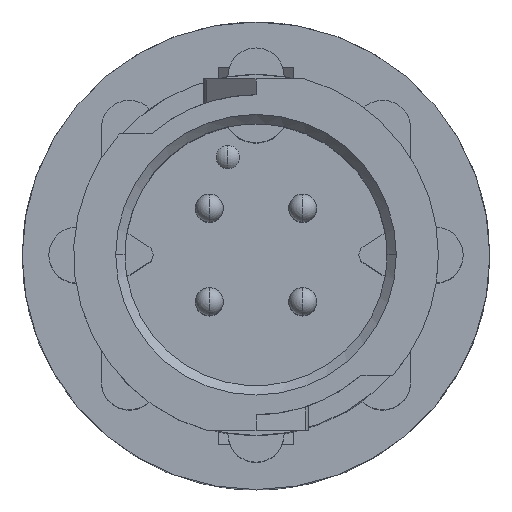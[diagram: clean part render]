
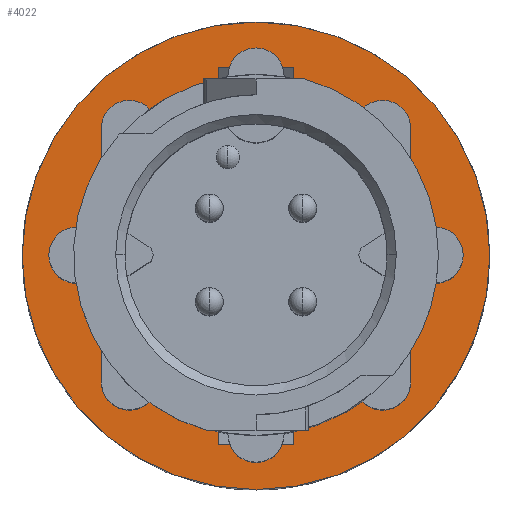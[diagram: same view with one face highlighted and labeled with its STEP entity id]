
A CAD part, top view. The second image highlights one B-rep face of the part: STEP entity #4022.
In plain terms, the highlighted planar face has unit normal (0, 0, 1).
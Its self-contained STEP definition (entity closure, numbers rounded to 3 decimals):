
#7 = VERTEX_POINT ( 'NONE', #8229 ) ;
#131 = CARTESIAN_POINT ( 'NONE',  ( 0., 0., -16.815 ) ) ;
#164 = DIRECTION ( 'NONE',  ( 1., 0., 0. ) ) ;
#305 = CARTESIAN_POINT ( 'NONE',  ( 0., 4.381, -16.815 ) ) ;
#353 = DIRECTION ( 'NONE',  ( 0., 0., 1. ) ) ;
#368 = DIRECTION ( 'NONE',  ( 0., 1., 0. ) ) ;
#393 = ORIENTED_EDGE ( 'NONE', *, *, #7997, .T. ) ;
#518 = AXIS2_PLACEMENT_3D ( 'NONE', #131, #8321, #4167 ) ;
#597 = CARTESIAN_POINT ( 'NONE',  ( 6.35, 0., -16.815 ) ) ;
#737 = ORIENTED_EDGE ( 'NONE', *, *, #4564, .F. ) ;
#744 = CARTESIAN_POINT ( 'NONE',  ( -1.016, -5.125, -16.815 ) ) ;
#890 = FACE_BOUND ( 'NONE', #4460, .T. ) ;
#1058 = DIRECTION ( 'NONE',  ( 0., 0., 1. ) ) ;
#1337 = EDGE_CURVE ( 'NONE', #6950, #1739, #2257, .T. ) ;
#1536 = PLANE ( 'NONE',  #3124 ) ;
#1617 = CARTESIAN_POINT ( 'NONE',  ( -1.016, 5.125, -16.815 ) ) ;
#1632 = EDGE_CURVE ( 'NONE', #4499, #5136, #4558, .T. ) ;
#1676 = AXIS2_PLACEMENT_3D ( 'NONE', #7726, #7100, #164 ) ;
#1739 = VERTEX_POINT ( 'NONE', #2094 ) ;
#1758 = VERTEX_POINT ( 'NONE', #4395 ) ;
#1942 = DIRECTION ( 'NONE',  ( 1., 0., 0. ) ) ;
#2094 = CARTESIAN_POINT ( 'NONE',  ( -6.35, 0., -16.815 ) ) ;
#2241 = ORIENTED_EDGE ( 'NONE', *, *, #5840, .F. ) ;
#2257 = CIRCLE ( 'NONE', #1676, 6.35 ) ;
#2272 = CARTESIAN_POINT ( 'NONE',  ( -1.016, -4.392, -16.815 ) ) ;
#2407 = CARTESIAN_POINT ( 'NONE',  ( 1.016, -5.125, -16.815 ) ) ;
#2609 = DIRECTION ( 'NONE',  ( 1., 0., 0. ) ) ;
#2830 = LINE ( 'NONE', #744, #4023 ) ;
#2901 = EDGE_LOOP ( 'NONE', ( #5901, #7900 ) ) ;
#3124 = AXIS2_PLACEMENT_3D ( 'NONE', #305, #353, #5712 ) ;
#3142 = DIRECTION ( 'NONE',  ( 0., 0., 1. ) ) ;
#3547 = ORIENTED_EDGE ( 'NONE', *, *, #4841, .T. ) ;
#3602 = VERTEX_POINT ( 'NONE', #2272 ) ;
#3643 = VERTEX_POINT ( 'NONE', #4442 ) ;
#3684 = ORIENTED_EDGE ( 'NONE', *, *, #3800, .F. ) ;
#3710 = FACE_OUTER_BOUND ( 'NONE', #2901, .T. ) ;
#3800 = EDGE_CURVE ( 'NONE', #1758, #3602, #8315, .T. ) ;
#3957 = EDGE_CURVE ( 'NONE', #1739, #6950, #4726, .T. ) ;
#3959 = LINE ( 'NONE', #5228, #7815 ) ;
#4006 = VERTEX_POINT ( 'NONE', #7876 ) ;
#4022 = ADVANCED_FACE ( 'NONE', ( #890, #3710 ), #1536, .T. ) ;
#4023 = VECTOR ( 'NONE', #8131, 1000. ) ;
#4167 = DIRECTION ( 'NONE',  ( 1., 0., 0. ) ) ;
#4188 = VERTEX_POINT ( 'NONE', #8782 ) ;
#4281 = CARTESIAN_POINT ( 'NONE',  ( -1.016, -5.125, -16.815 ) ) ;
#4395 = CARTESIAN_POINT ( 'NONE',  ( -1.016, 4.392, -16.815 ) ) ;
#4410 = LINE ( 'NONE', #4281, #5122 ) ;
#4442 = CARTESIAN_POINT ( 'NONE',  ( 1.016, 5.125, -16.815 ) ) ;
#4460 = EDGE_LOOP ( 'NONE', ( #393, #7409, #737, #2241, #8665, #5775, #5070, #3547, #3684 ) ) ;
#4499 = VERTEX_POINT ( 'NONE', #8676 ) ;
#4555 = VECTOR ( 'NONE', #2609, 1000. ) ;
#4558 = CIRCLE ( 'NONE', #5292, 4.508 ) ;
#4564 = EDGE_CURVE ( 'NONE', #7, #3643, #8812, .T. ) ;
#4726 = CIRCLE ( 'NONE', #518, 6.35 ) ;
#4727 = DIRECTION ( 'NONE',  ( 1., 0., 0. ) ) ;
#4841 = EDGE_CURVE ( 'NONE', #5608, #3602, #2830, .T. ) ;
#5070 = ORIENTED_EDGE ( 'NONE', *, *, #6188, .F. ) ;
#5122 = VECTOR ( 'NONE', #7852, 1000. ) ;
#5136 = VERTEX_POINT ( 'NONE', #7990 ) ;
#5228 = CARTESIAN_POINT ( 'NONE',  ( -1.016, 5.125, -16.815 ) ) ;
#5292 = AXIS2_PLACEMENT_3D ( 'NONE', #6586, #3142, #8798 ) ;
#5608 = VERTEX_POINT ( 'NONE', #6131 ) ;
#5712 = DIRECTION ( 'NONE',  ( 1., 0., 0. ) ) ;
#5775 = ORIENTED_EDGE ( 'NONE', *, *, #6774, .F. ) ;
#5840 = EDGE_CURVE ( 'NONE', #5136, #7, #7778, .T. ) ;
#5901 = ORIENTED_EDGE ( 'NONE', *, *, #1337, .T. ) ;
#5998 = DIRECTION ( 'NONE',  ( 0., 1., 0. ) ) ;
#6027 = AXIS2_PLACEMENT_3D ( 'NONE', #8190, #6718, #4727 ) ;
#6131 = CARTESIAN_POINT ( 'NONE',  ( -1.016, -5.125, -16.815 ) ) ;
#6188 = EDGE_CURVE ( 'NONE', #5608, #4188, #4410, .T. ) ;
#6586 = CARTESIAN_POINT ( 'NONE',  ( 0., 0., -16.815 ) ) ;
#6633 = AXIS2_PLACEMENT_3D ( 'NONE', #7957, #1058, #1942 ) ;
#6697 = CARTESIAN_POINT ( 'NONE',  ( 1.016, 5.125, -16.815 ) ) ;
#6718 = DIRECTION ( 'NONE',  ( 0., 0., 1. ) ) ;
#6721 = LINE ( 'NONE', #2407, #8734 ) ;
#6774 = EDGE_CURVE ( 'NONE', #4188, #4499, #6721, .T. ) ;
#6950 = VERTEX_POINT ( 'NONE', #597 ) ;
#7100 = DIRECTION ( 'NONE',  ( 0., 0., 1. ) ) ;
#7409 = ORIENTED_EDGE ( 'NONE', *, *, #7589, .T. ) ;
#7418 = DIRECTION ( 'NONE',  ( 0., 1., 0. ) ) ;
#7589 = EDGE_CURVE ( 'NONE', #4006, #3643, #8534, .T. ) ;
#7726 = CARTESIAN_POINT ( 'NONE',  ( 0., 0., -16.815 ) ) ;
#7778 = CIRCLE ( 'NONE', #6633, 4.508 ) ;
#7815 = VECTOR ( 'NONE', #368, 1000. ) ;
#7852 = DIRECTION ( 'NONE',  ( 1., 0., 0. ) ) ;
#7876 = CARTESIAN_POINT ( 'NONE',  ( -1.016, 5.125, -16.815 ) ) ;
#7900 = ORIENTED_EDGE ( 'NONE', *, *, #3957, .T. ) ;
#7957 = CARTESIAN_POINT ( 'NONE',  ( 0., 0., -16.815 ) ) ;
#7990 = CARTESIAN_POINT ( 'NONE',  ( 4.508, 0., -16.815 ) ) ;
#7997 = EDGE_CURVE ( 'NONE', #1758, #4006, #3959, .T. ) ;
#8131 = DIRECTION ( 'NONE',  ( 0., 1., 0. ) ) ;
#8183 = VECTOR ( 'NONE', #7418, 1000. ) ;
#8190 = CARTESIAN_POINT ( 'NONE',  ( 0., 0., -16.815 ) ) ;
#8229 = CARTESIAN_POINT ( 'NONE',  ( 1.016, 4.392, -16.815 ) ) ;
#8315 = CIRCLE ( 'NONE', #6027, 4.508 ) ;
#8321 = DIRECTION ( 'NONE',  ( 0., 0., 1. ) ) ;
#8534 = LINE ( 'NONE', #1617, #4555 ) ;
#8665 = ORIENTED_EDGE ( 'NONE', *, *, #1632, .F. ) ;
#8676 = CARTESIAN_POINT ( 'NONE',  ( 1.016, -4.392, -16.815 ) ) ;
#8734 = VECTOR ( 'NONE', #5998, 1000. ) ;
#8782 = CARTESIAN_POINT ( 'NONE',  ( 1.016, -5.125, -16.815 ) ) ;
#8798 = DIRECTION ( 'NONE',  ( 1., 0., 0. ) ) ;
#8812 = LINE ( 'NONE', #6697, #8183 ) ;
